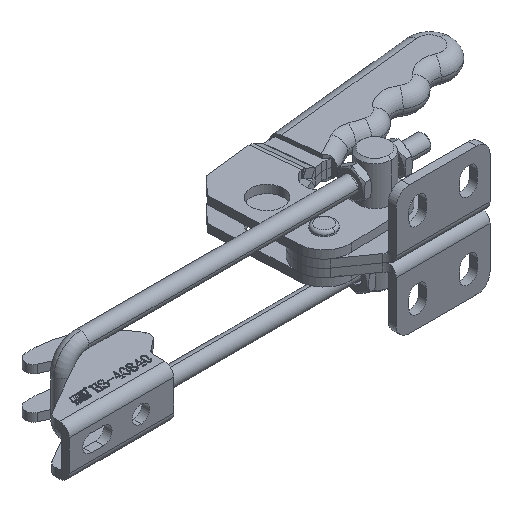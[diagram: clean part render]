
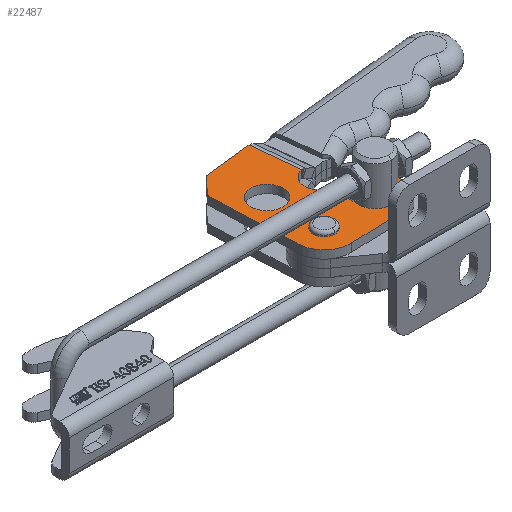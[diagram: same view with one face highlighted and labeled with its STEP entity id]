
A CAD part, isometric view. The second image highlights one B-rep face of the part: STEP entity #22487.
In plain terms, the highlighted planar face has unit normal (0, 0, 1).
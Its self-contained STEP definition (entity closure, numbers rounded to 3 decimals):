
#4425 = VERTEX_POINT ( 'NONE', #5245 ) ;
#4427 = VERTEX_POINT ( 'NONE', #5244 ) ;
#4433 = VERTEX_POINT ( 'NONE', #4954 ) ;
#4434 = VERTEX_POINT ( 'NONE', #5242 ) ;
#4436 = VERTEX_POINT ( 'NONE', #4948 ) ;
#4437 = VERTEX_POINT ( 'NONE', #5018 ) ;
#4948 = CARTESIAN_POINT ( 'NONE',  ( 24.314, 50.255, 0. ) ) ;
#4954 = CARTESIAN_POINT ( 'NONE',  ( 26.5, 20.5, 0. ) ) ;
#5018 = CARTESIAN_POINT ( 'NONE',  ( 25.561, 32.426, 0. ) ) ;
#5242 = CARTESIAN_POINT ( 'NONE',  ( 30., 20.5, 0. ) ) ;
#5244 = CARTESIAN_POINT ( 'NONE',  ( 10., 0., 0. ) ) ;
#5245 = CARTESIAN_POINT ( 'NONE',  ( 6.364, 49., 0. ) ) ;
#6578 = AXIS2_PLACEMENT_3D ( 'NONE', #18954, #18956, #18958 ) ;
#6580 = AXIS2_PLACEMENT_3D ( 'NONE', #18978, #18980, #18982 ) ;
#6582 = AXIS2_PLACEMENT_3D ( 'NONE', #19000, #19002, #19003 ) ;
#6614 = AXIS2_PLACEMENT_3D ( 'NONE', #19966, #19967, #19968 ) ;
#6616 = AXIS2_PLACEMENT_3D ( 'NONE', #19985, #19986, #19987 ) ;
#8340 = VERTEX_POINT ( 'NONE', #21245 ) ;
#8341 = VERTEX_POINT ( 'NONE', #21246 ) ;
#8345 = VERTEX_POINT ( 'NONE', #21250 ) ;
#8346 = VERTEX_POINT ( 'NONE', #21251 ) ;
#8349 = VERTEX_POINT ( 'NONE', #21254 ) ;
#8350 = VERTEX_POINT ( 'NONE', #21255 ) ;
#8353 = VERTEX_POINT ( 'NONE', #21258 ) ;
#8354 = VERTEX_POINT ( 'NONE', #21259 ) ;
#8355 = VERTEX_POINT ( 'NONE', #21260 ) ;
#8370 = VERTEX_POINT ( 'NONE', #21275 ) ;
#9908 = EDGE_LOOP ( 'NONE', ( #13556, #13555 ) ) ;
#9988 = EDGE_LOOP ( 'NONE', ( #13554, #13553 ) ) ;
#10013 = EDGE_LOOP ( 'NONE', ( #13552, #13551 ) ) ;
#10024 = EDGE_LOOP ( 'NONE', ( #13550, #13549, #13548, #13547, #13546, #13545, #13544, #13543, #13542, #13541 ) ) ;
#13541 = ORIENTED_EDGE ( 'NONE', *, *, #23042, .T. ) ;
#13542 = ORIENTED_EDGE ( 'NONE', *, *, #23043, .T. ) ;
#13543 = ORIENTED_EDGE ( 'NONE', *, *, #22948, .T. ) ;
#13544 = ORIENTED_EDGE ( 'NONE', *, *, #23047, .T. ) ;
#13545 = ORIENTED_EDGE ( 'NONE', *, *, #22757, .T. ) ;
#13546 = ORIENTED_EDGE ( 'NONE', *, *, #22760, .T. ) ;
#13547 = ORIENTED_EDGE ( 'NONE', *, *, #22764, .T. ) ;
#13548 = ORIENTED_EDGE ( 'NONE', *, *, #23033, .T. ) ;
#13549 = ORIENTED_EDGE ( 'NONE', *, *, #23034, .T. ) ;
#13550 = ORIENTED_EDGE ( 'NONE', *, *, #23035, .T. ) ;
#13551 = ORIENTED_EDGE ( 'NONE', *, *, #22809, .F. ) ;
#13552 = ORIENTED_EDGE ( 'NONE', *, *, #22769, .F. ) ;
#13553 = ORIENTED_EDGE ( 'NONE', *, *, #22940, .F. ) ;
#13554 = ORIENTED_EDGE ( 'NONE', *, *, #22767, .F. ) ;
#13555 = ORIENTED_EDGE ( 'NONE', *, *, #22944, .F. ) ;
#13556 = ORIENTED_EDGE ( 'NONE', *, *, #22765, .F. ) ;
#14553 = AXIS2_PLACEMENT_3D ( 'NONE', #25714, #25704, #25717 ) ;
#14757 = AXIS2_PLACEMENT_3D ( 'NONE', #18190, #18191, #18192 ) ;
#14758 = AXIS2_PLACEMENT_3D ( 'NONE', #18205, #18206, #18207 ) ;
#14760 = AXIS2_PLACEMENT_3D ( 'NONE', #18211, #18212, #18213 ) ;
#14762 = AXIS2_PLACEMENT_3D ( 'NONE', #18217, #18218, #18219 ) ;
#14770 = AXIS2_PLACEMENT_3D ( 'NONE', #18313, #18314, #18315 ) ;
#16741 = CIRCLE ( 'NONE', #14757, 10. ) ;
#16745 = LINE ( 'NONE', #18195, #16748 ) ;
#16748 = VECTOR ( 'NONE', #18196, 1000. ) ;
#16749 = LINE ( 'NONE', #18193, #16756 ) ;
#16755 = CIRCLE ( 'NONE', #14758, 6. ) ;
#16756 = VECTOR ( 'NONE', #18203, 1000. ) ;
#16757 = CIRCLE ( 'NONE', #14760, 3.2 ) ;
#16759 = CIRCLE ( 'NONE', #14762, 6. ) ;
#16823 = CIRCLE ( 'NONE', #14770, 6. ) ;
#17004 = CIRCLE ( 'NONE', #6578, 3.2 ) ;
#17010 = CIRCLE ( 'NONE', #6580, 6. ) ;
#17012 = CIRCLE ( 'NONE', #6582, 10.25 ) ;
#17124 = LINE ( 'NONE', #19960, #17127 ) ;
#17126 = LINE ( 'NONE', #19962, #17129 ) ;
#17127 = VECTOR ( 'NONE', #19961, 1000. ) ;
#17128 = CIRCLE ( 'NONE', #6614, 6. ) ;
#17129 = VECTOR ( 'NONE', #19963, 1000. ) ;
#17138 = LINE ( 'NONE', #19982, #17141 ) ;
#17140 = CIRCLE ( 'NONE', #6616, 10.25 ) ;
#17141 = VECTOR ( 'NONE', #19983, 1000. ) ;
#17146 = LINE ( 'NONE', #19994, #17149 ) ;
#17149 = VECTOR ( 'NONE', #19995, 1000. ) ;
#18190 = CARTESIAN_POINT ( 'NONE',  ( 10., 10., 0. ) ) ;
#18191 = DIRECTION ( 'NONE',  ( 0., 0., 1. ) ) ;
#18192 = DIRECTION ( 'NONE',  ( -1., 0., 0. ) ) ;
#18193 = CARTESIAN_POINT ( 'NONE',  ( 0., 42.636, 0. ) ) ;
#18195 = CARTESIAN_POINT ( 'NONE',  ( 0., 10., 0. ) ) ;
#18196 = DIRECTION ( 'NONE',  ( 0., -1., 0. ) ) ;
#18203 = DIRECTION ( 'NONE',  ( -0.707, -0.707, 0. ) ) ;
#18205 = CARTESIAN_POINT ( 'NONE',  ( 30., 10.25, 0. ) ) ;
#18206 = DIRECTION ( 'NONE',  ( 0., 0., 1. ) ) ;
#18207 = DIRECTION ( 'NONE',  ( 1., 0., 0. ) ) ;
#18211 = CARTESIAN_POINT ( 'NONE',  ( 10., 10., 0. ) ) ;
#18212 = DIRECTION ( 'NONE',  ( 0., 0., 1. ) ) ;
#18213 = DIRECTION ( 'NONE',  ( 1., 0., 0. ) ) ;
#18217 = CARTESIAN_POINT ( 'NONE',  ( 10., 30.5, 0. ) ) ;
#18218 = DIRECTION ( 'NONE',  ( 0., 0., 1. ) ) ;
#18219 = DIRECTION ( 'NONE',  ( 1., 0., 0. ) ) ;
#18313 = CARTESIAN_POINT ( 'NONE',  ( 10., 30.5, 0. ) ) ;
#18314 = DIRECTION ( 'NONE',  ( 0., 0., 1. ) ) ;
#18315 = DIRECTION ( 'NONE',  ( 1., 0., 0. ) ) ;
#18954 = CARTESIAN_POINT ( 'NONE',  ( 10., 10., 0. ) ) ;
#18956 = DIRECTION ( 'NONE',  ( 0., 0., 1. ) ) ;
#18958 = DIRECTION ( 'NONE',  ( 1., 0., 0. ) ) ;
#18978 = CARTESIAN_POINT ( 'NONE',  ( 30., 10.25, 0. ) ) ;
#18980 = DIRECTION ( 'NONE',  ( 0., 0., 1. ) ) ;
#18982 = DIRECTION ( 'NONE',  ( 1., 0., 0. ) ) ;
#19000 = CARTESIAN_POINT ( 'NONE',  ( 30., 10.25, 0. ) ) ;
#19002 = DIRECTION ( 'NONE',  ( 0., 0., 1. ) ) ;
#19003 = DIRECTION ( 'NONE',  ( 1., 0., 0. ) ) ;
#19960 = CARTESIAN_POINT ( 'NONE',  ( 6.364, 49., 0. ) ) ;
#19961 = DIRECTION ( 'NONE',  ( -0.998, -0.07, 0. ) ) ;
#19962 = CARTESIAN_POINT ( 'NONE',  ( 27.125, 10.049, 0. ) ) ;
#19963 = DIRECTION ( 'NONE',  ( -0.07, 0.998, 0. ) ) ;
#19966 = CARTESIAN_POINT ( 'NONE',  ( 26.5, 26.5, 0. ) ) ;
#19967 = DIRECTION ( 'NONE',  ( 0., 0., -1. ) ) ;
#19968 = DIRECTION ( 'NONE',  ( -1., 0., 0. ) ) ;
#19982 = CARTESIAN_POINT ( 'NONE',  ( 30., 20.5, 0. ) ) ;
#19983 = DIRECTION ( 'NONE',  ( -1., 0., 0. ) ) ;
#19985 = CARTESIAN_POINT ( 'NONE',  ( 30., 10.25, 0. ) ) ;
#19986 = DIRECTION ( 'NONE',  ( 0., 0., 1. ) ) ;
#19987 = DIRECTION ( 'NONE',  ( 1., 0., 0. ) ) ;
#19994 = CARTESIAN_POINT ( 'NONE',  ( 10., 0., 0. ) ) ;
#19995 = DIRECTION ( 'NONE',  ( 1., 0., 0. ) ) ;
#21245 = CARTESIAN_POINT ( 'NONE',  ( 30., 0., 0. ) ) ;
#21246 = CARTESIAN_POINT ( 'NONE',  ( 40.25, 10.25, 0. ) ) ;
#21250 = CARTESIAN_POINT ( 'NONE',  ( 24., 10.25, 0. ) ) ;
#21251 = CARTESIAN_POINT ( 'NONE',  ( 36., 10.25, 0. ) ) ;
#21254 = CARTESIAN_POINT ( 'NONE',  ( 6.8, 10., 0. ) ) ;
#21255 = CARTESIAN_POINT ( 'NONE',  ( 13.2, 10., 0. ) ) ;
#21258 = CARTESIAN_POINT ( 'NONE',  ( 4., 30.5, 0. ) ) ;
#21259 = CARTESIAN_POINT ( 'NONE',  ( 16., 30.5, 0. ) ) ;
#21260 = CARTESIAN_POINT ( 'NONE',  ( 0., 10., 0. ) ) ;
#21275 = CARTESIAN_POINT ( 'NONE',  ( 0., 42.636, 0. ) ) ;
#22487 = ADVANCED_FACE ( 'NONE', ( #24406, #24409, #24405, #24404 ), #25716, .T. ) ;
#22757 = EDGE_CURVE ( 'NONE', #8355, #4427, #16741, .T. ) ;
#22760 = EDGE_CURVE ( 'NONE', #8370, #8355, #16745, .T. ) ;
#22764 = EDGE_CURVE ( 'NONE', #4425, #8370, #16749, .T. ) ;
#22765 = EDGE_CURVE ( 'NONE', #8346, #8345, #16755, .T. ) ;
#22767 = EDGE_CURVE ( 'NONE', #8350, #8349, #16757, .T. ) ;
#22769 = EDGE_CURVE ( 'NONE', #8354, #8353, #16759, .T. ) ;
#22809 = EDGE_CURVE ( 'NONE', #8353, #8354, #16823, .T. ) ;
#22940 = EDGE_CURVE ( 'NONE', #8349, #8350, #17004, .T. ) ;
#22944 = EDGE_CURVE ( 'NONE', #8345, #8346, #17010, .T. ) ;
#22948 = EDGE_CURVE ( 'NONE', #8340, #8341, #17012, .T. ) ;
#23033 = EDGE_CURVE ( 'NONE', #4436, #4425, #17124, .T. ) ;
#23034 = EDGE_CURVE ( 'NONE', #4437, #4436, #17126, .T. ) ;
#23035 = EDGE_CURVE ( 'NONE', #4433, #4437, #17128, .T. ) ;
#23042 = EDGE_CURVE ( 'NONE', #4434, #4433, #17138, .T. ) ;
#23043 = EDGE_CURVE ( 'NONE', #8341, #4434, #17140, .T. ) ;
#23047 = EDGE_CURVE ( 'NONE', #4427, #8340, #17146, .T. ) ;
#24404 = FACE_OUTER_BOUND ( 'NONE', #10024, .T. ) ;
#24405 = FACE_BOUND ( 'NONE', #10013, .T. ) ;
#24406 = FACE_BOUND ( 'NONE', #9908, .T. ) ;
#24409 = FACE_BOUND ( 'NONE', #9988, .T. ) ;
#25704 = DIRECTION ( 'NONE',  ( 0., 0., 1. ) ) ;
#25714 = CARTESIAN_POINT ( 'NONE',  ( 30., 10.25, 0. ) ) ;
#25716 = PLANE ( 'NONE',  #14553 ) ;
#25717 = DIRECTION ( 'NONE',  ( 1., 0., 0. ) ) ;
